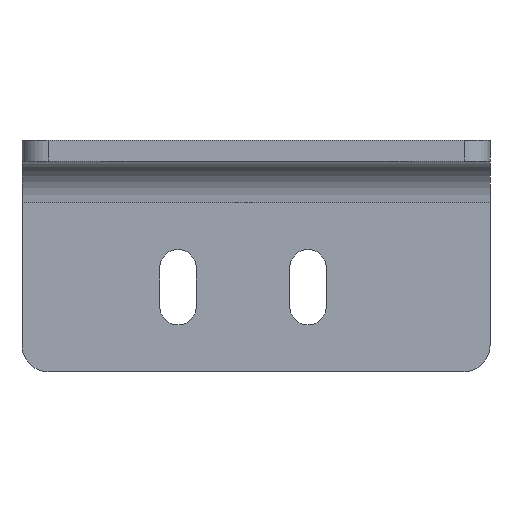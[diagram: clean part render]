
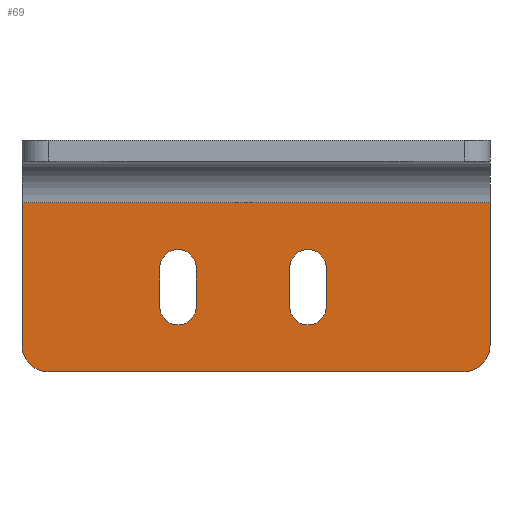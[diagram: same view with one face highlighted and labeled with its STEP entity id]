
A CAD part, front view. The second image highlights one B-rep face of the part: STEP entity #69.
In plain terms, the highlighted planar face has unit normal (0, -1, 0).
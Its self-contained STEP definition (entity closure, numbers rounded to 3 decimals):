
#52=FACE_BOUND('',#127,.T.);
#53=FACE_BOUND('',#128,.T.);
#54=FACE_BOUND('',#129,.T.);
#69=ADVANCED_FACE('',(#52,#53,#54),#92,.T.);
#92=PLANE('',#516);
#127=EDGE_LOOP('',(#218,#219,#220,#221));
#128=EDGE_LOOP('',(#222,#223,#224,#225));
#129=EDGE_LOOP('',(#226,#227,#228,#229,#230,#231));
#162=CIRCLE('',#510,7.);
#163=CIRCLE('',#511,7.);
#164=CIRCLE('',#512,7.);
#165=CIRCLE('',#513,7.);
#166=CIRCLE('',#514,10.);
#167=CIRCLE('',#515,10.);
#218=ORIENTED_EDGE('',*,*,#381,.F.);
#219=ORIENTED_EDGE('',*,*,#382,.F.);
#220=ORIENTED_EDGE('',*,*,#383,.F.);
#221=ORIENTED_EDGE('',*,*,#384,.F.);
#222=ORIENTED_EDGE('',*,*,#385,.F.);
#223=ORIENTED_EDGE('',*,*,#386,.F.);
#224=ORIENTED_EDGE('',*,*,#387,.F.);
#225=ORIENTED_EDGE('',*,*,#388,.F.);
#226=ORIENTED_EDGE('',*,*,#378,.T.);
#227=ORIENTED_EDGE('',*,*,#389,.T.);
#228=ORIENTED_EDGE('',*,*,#362,.F.);
#229=ORIENTED_EDGE('',*,*,#380,.F.);
#230=ORIENTED_EDGE('',*,*,#348,.T.);
#231=ORIENTED_EDGE('',*,*,#390,.T.);
#304=VERTEX_POINT('',#682);
#305=VERTEX_POINT('',#684);
#318=VERTEX_POINT('',#712);
#319=VERTEX_POINT('',#714);
#328=VERTEX_POINT('',#741);
#329=VERTEX_POINT('',#743);
#330=VERTEX_POINT('',#749);
#331=VERTEX_POINT('',#750);
#332=VERTEX_POINT('',#752);
#333=VERTEX_POINT('',#754);
#334=VERTEX_POINT('',#757);
#335=VERTEX_POINT('',#758);
#336=VERTEX_POINT('',#760);
#337=VERTEX_POINT('',#762);
#348=EDGE_CURVE('',#305,#304,#412,.T.);
#362=EDGE_CURVE('',#318,#319,#423,.T.);
#378=EDGE_CURVE('',#329,#328,#430,.T.);
#380=EDGE_CURVE('',#305,#318,#432,.T.);
#381=EDGE_CURVE('',#330,#331,#162,.T.);
#382=EDGE_CURVE('',#332,#330,#433,.T.);
#383=EDGE_CURVE('',#333,#332,#163,.T.);
#384=EDGE_CURVE('',#331,#333,#434,.T.);
#385=EDGE_CURVE('',#334,#335,#164,.T.);
#386=EDGE_CURVE('',#336,#334,#435,.T.);
#387=EDGE_CURVE('',#337,#336,#165,.T.);
#388=EDGE_CURVE('',#335,#337,#436,.T.);
#389=EDGE_CURVE('',#328,#319,#166,.T.);
#390=EDGE_CURVE('',#304,#329,#167,.T.);
#412=LINE('',#683,#452);
#423=LINE('',#713,#463);
#430=LINE('',#742,#470);
#432=LINE('',#746,#472);
#433=LINE('',#751,#473);
#434=LINE('',#755,#474);
#435=LINE('',#759,#475);
#436=LINE('',#763,#476);
#452=VECTOR('',#543,1.);
#463=VECTOR('',#564,1.);
#470=VECTOR('',#595,1.);
#472=VECTOR('',#599,1.);
#473=VECTOR('',#604,1.);
#474=VECTOR('',#607,1.);
#475=VECTOR('',#610,1.);
#476=VECTOR('',#613,1.);
#510=AXIS2_PLACEMENT_3D('',#748,#602,#603);
#511=AXIS2_PLACEMENT_3D('',#753,#605,#606);
#512=AXIS2_PLACEMENT_3D('',#756,#608,#609);
#513=AXIS2_PLACEMENT_3D('',#761,#611,#612);
#514=AXIS2_PLACEMENT_3D('',#764,#614,#615);
#515=AXIS2_PLACEMENT_3D('',#765,#616,#617);
#516=AXIS2_PLACEMENT_3D('',#766,#618,#619);
#543=DIRECTION('',(0.,0.,-1.));
#564=DIRECTION('',(0.,0.,-1.));
#595=DIRECTION('',(1.,0.,0.));
#599=DIRECTION('',(1.,0.,0.));
#602=DIRECTION('',(0.,-1.,0.));
#603=DIRECTION('',(1.,0.,0.));
#604=DIRECTION('',(0.,0.,1.));
#605=DIRECTION('',(0.,-1.,0.));
#606=DIRECTION('',(1.,0.,0.));
#607=DIRECTION('',(0.,0.,-1.));
#608=DIRECTION('',(0.,-1.,0.));
#609=DIRECTION('',(1.,0.,0.));
#610=DIRECTION('',(0.,0.,1.));
#611=DIRECTION('',(0.,-1.,0.));
#612=DIRECTION('',(1.,0.,0.));
#613=DIRECTION('',(0.,0.,-1.));
#614=DIRECTION('',(0.,-1.,0.));
#615=DIRECTION('',(0.,0.,-1.));
#616=DIRECTION('',(0.,-1.,0.));
#617=DIRECTION('',(0.,0.,-1.));
#618=DIRECTION('',(0.,-1.,0.));
#619=DIRECTION('',(0.,0.,-1.));
#682=CARTESIAN_POINT('',(-90.,32.,-71.));
#683=CARTESIAN_POINT('',(-90.,32.,-16.));
#684=CARTESIAN_POINT('',(-90.,32.,-16.));
#712=CARTESIAN_POINT('',(90.,32.,-16.));
#713=CARTESIAN_POINT('',(90.,32.,-16.));
#714=CARTESIAN_POINT('',(90.,32.,-71.));
#741=CARTESIAN_POINT('',(80.,32.,-81.));
#742=CARTESIAN_POINT('',(-90.,32.,-81.));
#743=CARTESIAN_POINT('',(-80.,32.,-81.));
#746=CARTESIAN_POINT('',(-90.,32.,-16.));
#748=CARTESIAN_POINT('',(20.,32.,-41.));
#749=CARTESIAN_POINT('',(27.,32.,-41.));
#750=CARTESIAN_POINT('',(13.,32.,-41.));
#751=CARTESIAN_POINT('',(27.,32.,-56.));
#752=CARTESIAN_POINT('',(27.,32.,-56.));
#753=CARTESIAN_POINT('',(20.,32.,-56.));
#754=CARTESIAN_POINT('',(13.,32.,-56.));
#755=CARTESIAN_POINT('',(13.,32.,-41.));
#756=CARTESIAN_POINT('',(-30.,32.,-41.));
#757=CARTESIAN_POINT('',(-23.,32.,-41.));
#758=CARTESIAN_POINT('',(-37.,32.,-41.));
#759=CARTESIAN_POINT('',(-23.,32.,-56.));
#760=CARTESIAN_POINT('',(-23.,32.,-56.));
#761=CARTESIAN_POINT('',(-30.,32.,-56.));
#762=CARTESIAN_POINT('',(-37.,32.,-56.));
#763=CARTESIAN_POINT('',(-37.,32.,-41.));
#764=CARTESIAN_POINT('',(80.,32.,-71.));
#765=CARTESIAN_POINT('',(-80.,32.,-71.));
#766=CARTESIAN_POINT('',(-90.,32.,-16.));
